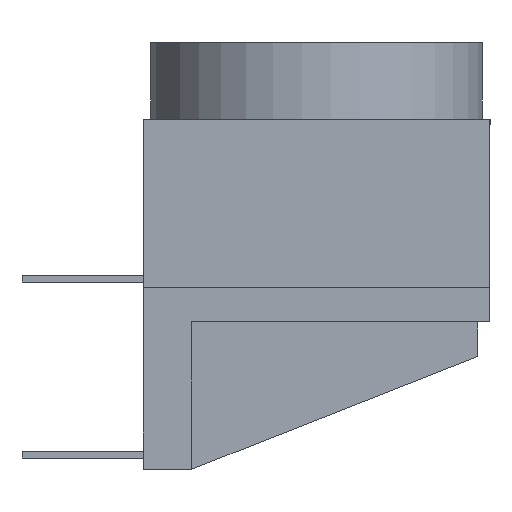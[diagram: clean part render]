
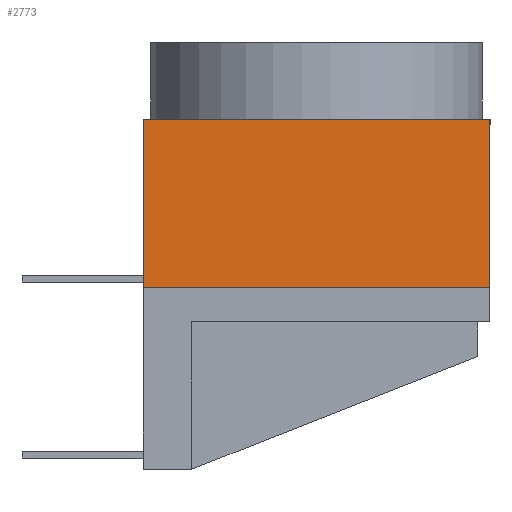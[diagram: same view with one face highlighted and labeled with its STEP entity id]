
A CAD part, front view. The second image highlights one B-rep face of the part: STEP entity #2773.
In plain terms, the highlighted planar face has unit normal (0, -1, 0).
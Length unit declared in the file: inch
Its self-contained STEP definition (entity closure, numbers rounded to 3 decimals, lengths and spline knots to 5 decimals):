
#2676=CARTESIAN_POINT('',(0.19685,-0.19685,-0.09941));
#2677=VERTEX_POINT('',#2676);
#2726=CARTESIAN_POINT('',(0.19685,-0.19685,0.09154));
#2727=VERTEX_POINT('',#2726);
#2734=CARTESIAN_POINT('',(0.19685,-0.19685,-0.09941));
#2735=DIRECTION('',(0.0,0.0,1.0));
#2736=VECTOR('',#2735,0.19094);
#2737=LINE('',#2734,#2736);
#2738=EDGE_CURVE('',#2677,#2727,#2737,.T.);
#2743=CARTESIAN_POINT('',(0.21654,-0.19685,-0.10896));
#2744=DIRECTION('',(0.0,-1.0,0.0));
#2745=DIRECTION('',(0.0,0.0,-1.0));
#2746=AXIS2_PLACEMENT_3D('',#2743,#2744,#2745);
#2747=PLANE('',#2746);
#2748=CARTESIAN_POINT('',(-0.19685,-0.19685,-0.09941));
#2749=VERTEX_POINT('',#2748);
#2750=CARTESIAN_POINT('',(-0.19685,-0.19685,-0.09941));
#2751=DIRECTION('',(1.0,0.0,0.0));
#2752=VECTOR('',#2751,0.3937);
#2753=LINE('',#2750,#2752);
#2754=EDGE_CURVE('',#2749,#2677,#2753,.T.);
#2755=ORIENTED_EDGE('',*,*,#2754,.T.);
#2756=ORIENTED_EDGE('',*,*,#2738,.T.);
#2757=CARTESIAN_POINT('',(-0.19685,-0.19685,0.09154));
#2758=VERTEX_POINT('',#2757);
#2759=CARTESIAN_POINT('',(0.19685,-0.19685,0.09154));
#2760=DIRECTION('',(-1.0,0.0,0.0));
#2761=VECTOR('',#2760,0.3937);
#2762=LINE('',#2759,#2761);
#2763=EDGE_CURVE('',#2727,#2758,#2762,.T.);
#2764=ORIENTED_EDGE('',*,*,#2763,.T.);
#2765=CARTESIAN_POINT('',(-0.19685,-0.19685,0.09154));
#2766=DIRECTION('',(0.0,0.0,-1.0));
#2767=VECTOR('',#2766,0.19094);
#2768=LINE('',#2765,#2767);
#2769=EDGE_CURVE('',#2758,#2749,#2768,.T.);
#2770=ORIENTED_EDGE('',*,*,#2769,.T.);
#2771=EDGE_LOOP('',(#2755,#2756,#2764,#2770));
#2772=FACE_OUTER_BOUND('',#2771,.T.);
#2773=ADVANCED_FACE('',(#2772),#2747,.T.);
